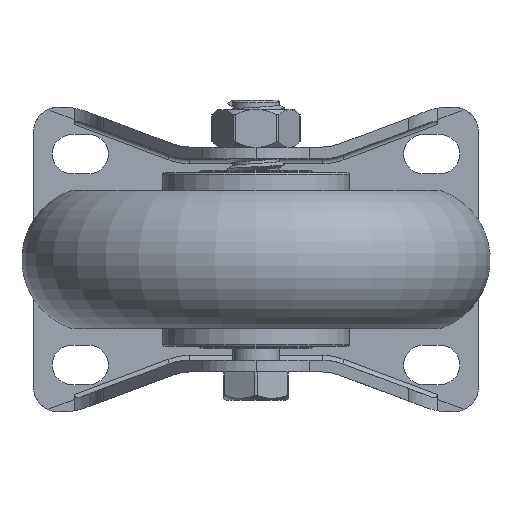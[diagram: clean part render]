
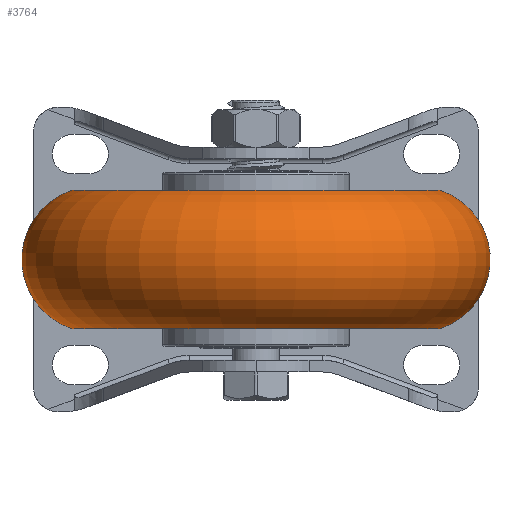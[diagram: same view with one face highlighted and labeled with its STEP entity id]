
A CAD part, front view. The second image highlights one B-rep face of the part: STEP entity #3764.
In plain terms, the highlighted toroidal (fillet/blend) face has major radius 34.494 mm and minor radius 15.506 mm.
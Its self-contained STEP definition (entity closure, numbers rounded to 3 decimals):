
#3361=CARTESIAN_POINT('',(-34.494,0.,0.));
#3362=DIRECTION('',(0.,0.,1.));
#3363=DIRECTION('',(-0.31,0.951,0.));
#3364=AXIS2_PLACEMENT_3D('',#3361,#3362,#3363);
#3366=CARTESIAN_POINT('',(34.494,0.,0.));
#3367=DIRECTION('',(0.,0.,1.));
#3368=DIRECTION('',(0.31,-0.951,0.));
#3369=AXIS2_PLACEMENT_3D('',#3366,#3367,#3368);
#3371=CARTESIAN_POINT('',(0.,-14.74,0.));
#3372=DIRECTION('',(0.,1.,0.));
#3373=DIRECTION('',(1.,0.,0.));
#3374=AXIS2_PLACEMENT_3D('',#3371,#3372,#3373);
#3621=CARTESIAN_POINT('',(0.,14.74,0.));
#3622=DIRECTION('',(0.,1.,0.));
#3623=DIRECTION('',(1.,0.,0.));
#3624=AXIS2_PLACEMENT_3D('',#3621,#3622,#3623);
#3659=CARTESIAN_POINT('',(39.308,14.74,0.));
#3660=CARTESIAN_POINT('',(-39.308,14.74,0.));
#3661=VERTEX_POINT('',#3659);
#3662=VERTEX_POINT('',#3660);
#3663=CARTESIAN_POINT('',(39.308,-14.74,0.));
#3664=CARTESIAN_POINT('',(-39.308,-14.74,0.));
#3665=VERTEX_POINT('',#3663);
#3666=VERTEX_POINT('',#3664);
#3751=CARTESIAN_POINT('',(0.,0.,0.));
#3752=DIRECTION('',(0.,-1.,0.));
#3753=DIRECTION('',(-1.,0.,0.));
#3754=AXIS2_PLACEMENT_3D('',#3751,#3752,#3753);
#3755=TOROIDAL_SURFACE('',#3754,34.494,15.506);
#3756=ORIENTED_EDGE('',*,*,#3744,.T.);
#3758=ORIENTED_EDGE('',*,*,#3757,.F.);
#3759=ORIENTED_EDGE('',*,*,#3740,.T.);
#3761=ORIENTED_EDGE('',*,*,#3760,.T.);
#3762=EDGE_LOOP('',(#3756,#3758,#3759,#3761));
#3763=FACE_OUTER_BOUND('',#3762,.F.);
#3365=CIRCLE('',#3364,15.506);
#3370=CIRCLE('',#3369,15.506);
#3375=CIRCLE('',#3374,39.308);
#3625=CIRCLE('',#3624,39.308);
#3740=EDGE_CURVE('',#3665,#3661,#3370,.T.);
#3744=EDGE_CURVE('',#3662,#3666,#3365,.T.);
#3757=EDGE_CURVE('',#3665,#3666,#3375,.T.);
#3760=EDGE_CURVE('',#3661,#3662,#3625,.T.);
#3764=ADVANCED_FACE('',(#3763),#3755,.T.);
